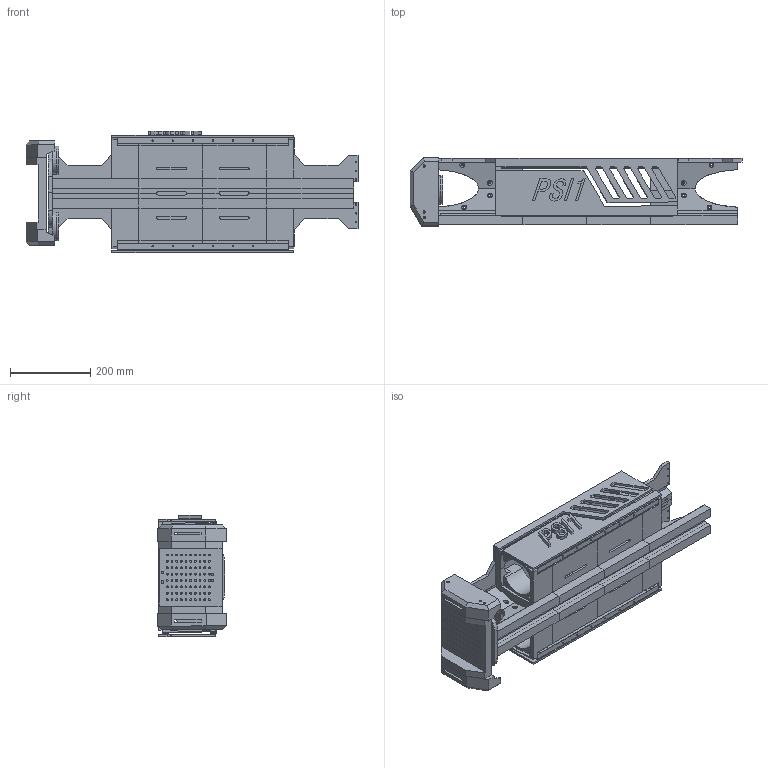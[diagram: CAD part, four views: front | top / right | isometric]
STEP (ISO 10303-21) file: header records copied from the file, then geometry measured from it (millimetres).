
FILE_DESCRIPTION(/* description */ (''),/* implementation_level */ '2;1');
FILE_NAME(/* name */ 'body_frame.step',/* time_stamp */ '2024-09-26T06:52:44+09:00',/* author */ (''),/* organization */ (''),/* preprocessor_version */ 'ST-DEVELOPER v20',/* originating_system */ 'Autodesk Translation Framework v13.20.0.188',/* authorisation */ '');
FILE_SCHEMA (('AUTOMOTIVE_DESIGN { 1 0 10303 214 3 1 1 }'));
Length unit declared in the file: millimetre
Products named in the file (2): body_frame_cyber_gear; レーザーカット用dfx
Assembly tree (1 placements, depth 2):
  body_frame_cyber_gear
    レーザーカット用dfx
Bounding box: 827 x 170.36 x 303.1 mm (x, y, z)
Volume: 7689711.4 mm3; surface area: 2136220.2 mm2
Topology: 30 solids, 30 shells, 1303 faces, 3348 edges, 2233 vertices
Faces by surface type: plane 792, cylinder 455, bspline 52, sphere 4
Full cylindrical faces by diameter (mm): 3.5 x126, 4.2 x16, 4.3 x10, 4.4 x170, 5.2 x3, 5.3 x6, 5.5 x7, 5.8 x8, 6 x6, 6.8 x12, 6.9 x12, 12 x16, 35.9 x2, 42.5 x2, 47.6 x2, 70 x4
Entity records: 42168 total; most frequent: CARTESIAN_POINT 8505, DIRECTION 6760, ORIENTED_EDGE 6688, EDGE_CURVE 3344, AXIS2_PLACEMENT_3D 2256, LINE 2248, VECTOR 2248, VERTEX_POINT 2233
